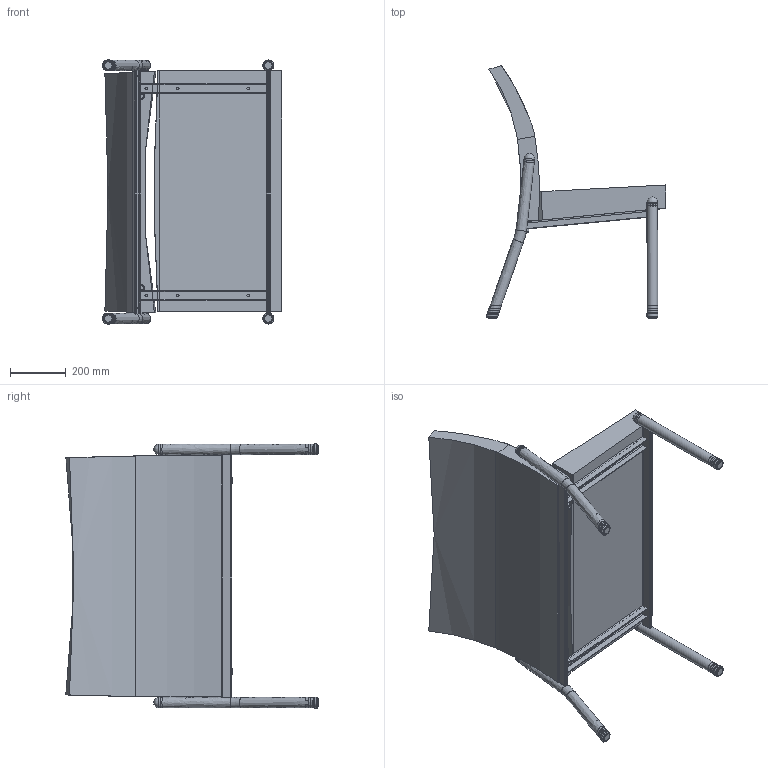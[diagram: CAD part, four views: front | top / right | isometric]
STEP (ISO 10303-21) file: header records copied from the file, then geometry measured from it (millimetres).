
FILE_DESCRIPTION(/* description */ (''),/* implementation_level */ '2;1');
FILE_NAME(/* name */ 'LB10BN (SYMBOL).stp',/* time_stamp */ '2017-03-01T10:49:47-05:00',/* author */ ('EMerkel'),/* organization */ (''),/* preprocessor_version */ 'ST-DEVELOPER v16.5',/* originating_system */ 'Autodesk Inventor 2017',/* authorisation */ '');
FILE_SCHEMA (('AUTOMOTIVE_DESIGN { 1 0 10303 214 3 1 1 }'));
Products named in the file (7): LB10BN (SYMBOL); LB10B FM-A; NEW SEAT3; NEW BACK BARIATRIC3; LEG CAP RD1.5-B; LEG CAP LB-B; LEG CAP
Assembly tree (11 placements, depth 2):
  LB10BN (SYMBOL)
    LB10B FM-A
    NEW SEAT3
    NEW BACK BARIATRIC3
    LEG CAP RD1.5-B  x2
    LEG CAP LB-B  x2
    LEG CAP  x4
Bounding box: 643.97 x 905.49 x 947.45 mm (x, y, z)
Volume: 55030742.5 mm3; surface area: 3172051.4 mm2
Topology: 29 solids, 37 shells, 2043 faces, 4254 edges, 2317 vertices
Faces by surface type: cylinder 688, bspline 520, torus 512, plane 275, sphere 32, cone 16
Full cylindrical faces by diameter (mm): 3.175 x8, 6.198 x4, 6.528 x4, 7.925 x12, 9.525 x6, 9.906 x8, 11.989 x8, 12.954 x2, 19.05 x2, 22.86 x4, 27.94 x12, 30.162 x2, 31.75 x2, 34.087 x16, 35.154 x2, 38.1 x2, 39.37 x4
Entity records: 44942 total; most frequent: CARTESIAN_POINT 23597, ORIENTED_EDGE 4506, DIRECTION 3986, EDGE_CURVE 2247, AXIS2_PLACEMENT_3D 1681, VERTEX_POINT 1285, EDGE_LOOP 1258, FACE_OUTER_BOUND 1092
